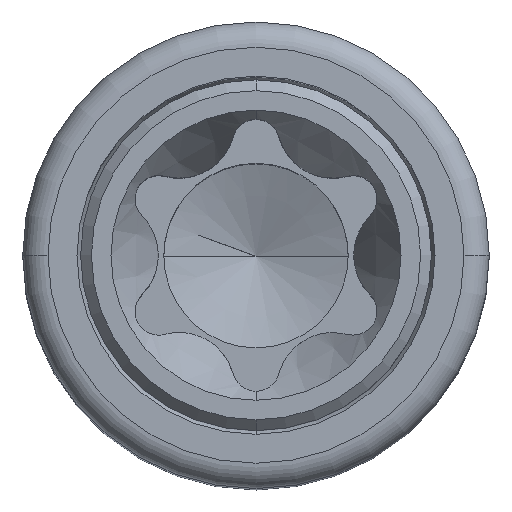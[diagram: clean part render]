
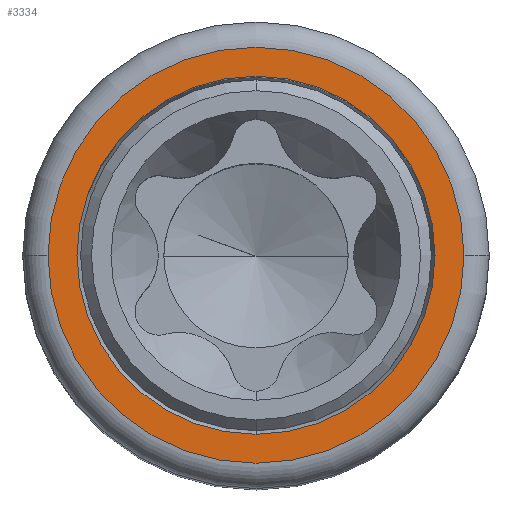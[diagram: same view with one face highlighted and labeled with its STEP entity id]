
A CAD part, top view. The second image highlights one B-rep face of the part: STEP entity #3334.
In plain terms, the highlighted face is planar.
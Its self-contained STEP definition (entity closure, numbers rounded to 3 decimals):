
#2975=CARTESIAN_POINT('',(0.,24.,0.));
#2976=DIRECTION('',(0.,1.,0.));
#2977=DIRECTION('',(-1.,0.,0.));
#2978=AXIS2_PLACEMENT_3D('',#2975,#2976,#2977);
#2983=CARTESIAN_POINT('',(0.,24.,0.));
#2984=DIRECTION('',(0.,1.,0.));
#2985=DIRECTION('',(1.,0.,0.));
#2986=AXIS2_PLACEMENT_3D('',#2983,#2984,#2985);
#2991=CARTESIAN_POINT('',(0.,24.,0.));
#2992=DIRECTION('',(0.,1.,0.));
#2993=DIRECTION('',(1.,0.,0.));
#2994=AXIS2_PLACEMENT_3D('',#2991,#2992,#2993);
#2999=CARTESIAN_POINT('',(0.,24.,0.));
#3000=DIRECTION('',(0.,1.,0.));
#3001=DIRECTION('',(-1.,0.,0.));
#3002=AXIS2_PLACEMENT_3D('',#2999,#3000,#3001);
#3093=CARTESIAN_POINT('',(-4.95,24.,0.));
#3094=CARTESIAN_POINT('',(4.95,24.,0.));
#3095=VERTEX_POINT('',#3093);
#3096=VERTEX_POINT('',#3094);
#3097=CARTESIAN_POINT('',(5.75,24.,0.));
#3098=CARTESIAN_POINT('',(-5.75,24.,0.));
#3099=VERTEX_POINT('',#3097);
#3100=VERTEX_POINT('',#3098);
#3319=CARTESIAN_POINT('',(0.,24.,0.));
#3320=DIRECTION('',(0.,1.,0.));
#3321=DIRECTION('',(1.,0.,0.));
#3322=AXIS2_PLACEMENT_3D('',#3319,#3320,#3321);
#3323=PLANE('',#3322);
#3325=ORIENTED_EDGE('',*,*,#3324,.F.);
#3327=ORIENTED_EDGE('',*,*,#3326,.F.);
#3328=EDGE_LOOP('',(#3325,#3327));
#3329=FACE_OUTER_BOUND('',#3328,.F.);
#3330=ORIENTED_EDGE('',*,*,#3284,.T.);
#3331=ORIENTED_EDGE('',*,*,#3231,.T.);
#3332=EDGE_LOOP('',(#3330,#3331));
#3333=FACE_BOUND('',#3332,.F.);
#3334=ADVANCED_FACE('',(#3329,#3333),#3323,.T.);
#2979=CIRCLE('',#2978,4.95);
#2987=CIRCLE('',#2986,4.95);
#2995=CIRCLE('',#2994,5.75);
#3003=CIRCLE('',#3002,5.75);
#3231=EDGE_CURVE('',#3096,#3095,#2987,.T.);
#3284=EDGE_CURVE('',#3095,#3096,#2979,.T.);
#3324=EDGE_CURVE('',#3099,#3100,#2995,.T.);
#3326=EDGE_CURVE('',#3100,#3099,#3003,.T.);
